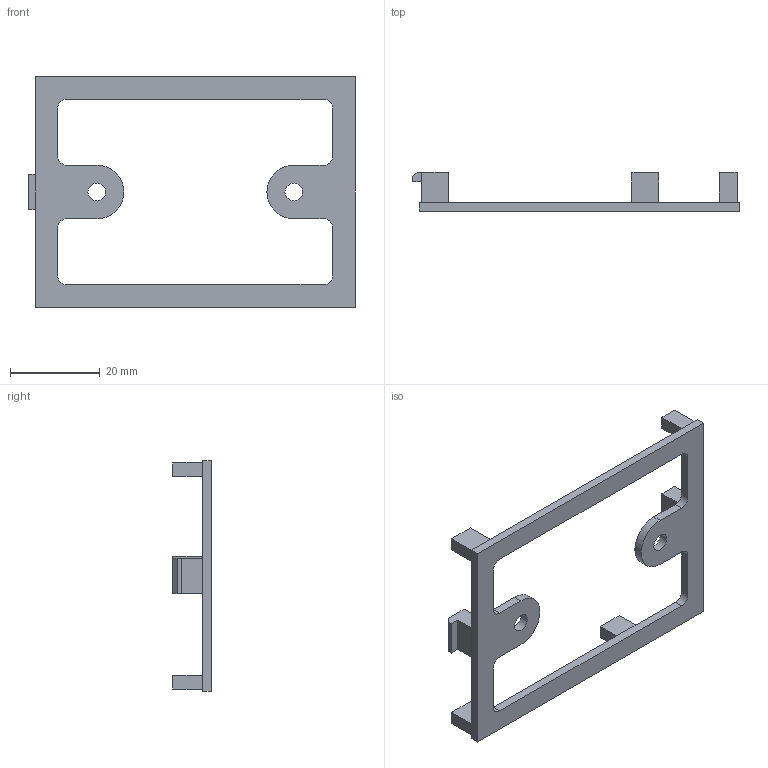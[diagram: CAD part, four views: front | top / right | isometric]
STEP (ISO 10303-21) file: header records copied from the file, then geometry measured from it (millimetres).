
FILE_DESCRIPTION(/* description */ (''),/* implementation_level */ '2;1');
FILE_NAME(/* name */ 'caseback_1v0.stp',/* time_stamp */ '2020-05-16T18:57:15+02:00',/* author */ ('WhoTheHeck'),/* organization */ (''),/* preprocessor_version */ 'ST-DEVELOPER v17',/* originating_system */ 'Autodesk Inventor 2019',/* authorisation */ '');
FILE_SCHEMA (('AUTOMOTIVE_DESIGN { 1 0 10303 214 3 1 1 }'));
Length unit declared in the file: millimetre
Products named in the file (1): Caseback_v1
Bounding box: 73 x 8.7 x 51.5 mm (x, y, z)
Volume: 3739.2 mm3; surface area: 4704.4 mm2
Topology: 1 solids, 1 shells, 61 faces, 159 edges, 106 vertices
Faces by surface type: plane 49, cylinder 12
Full cylindrical faces by diameter (mm): 4 x2
Entity records: 1908 total; most frequent: CARTESIAN_POINT 327, ORIENTED_EDGE 318, DIRECTION 307, EDGE_CURVE 159, LINE 135, VECTOR 135, VERTEX_POINT 106, AXIS2_PLACEMENT_3D 86
